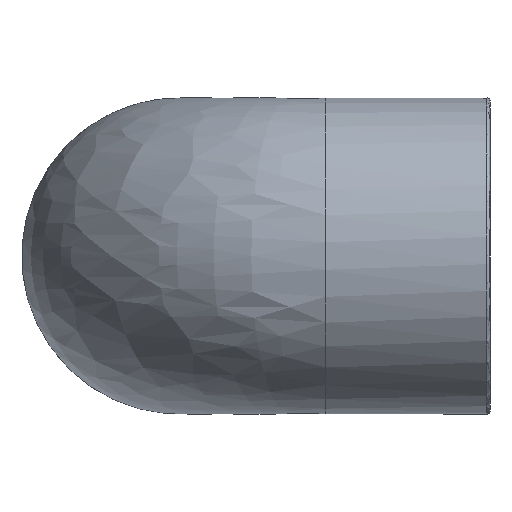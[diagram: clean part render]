
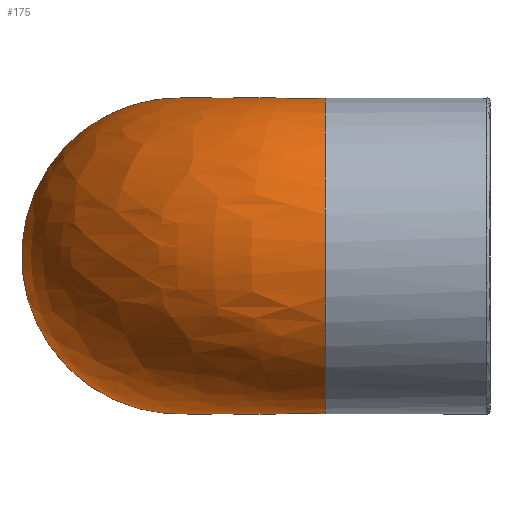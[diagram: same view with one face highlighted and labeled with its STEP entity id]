
A CAD part, left-side view. The second image highlights one B-rep face of the part: STEP entity #175.
In plain terms, the highlighted free-form (B-spline) face has degree [2, 2] with [9, 3] control points.
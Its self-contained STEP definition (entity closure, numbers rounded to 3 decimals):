
#41=CIRCLE('',#193,25.);
#42=CIRCLE('',#194,25.);
#55=(
BOUNDED_SURFACE()
B_SPLINE_SURFACE(2,2,((#344,#345,#346),(#347,#348,#349),(#350,#351,#352),
(#353,#354,#355),(#356,#357,#358),(#359,#360,#361),(#362,#363,#364),(#365,
#366,#367),(#368,#369,#370)),.UNSPECIFIED.,.F.,.F.,.F.)
B_SPLINE_SURFACE_WITH_KNOTS((3,2,2,2,3),(3,3),(-2.697,-1.348,
0.,1.348,2.697),(0.,1.571),
 .UNSPECIFIED.)
GEOMETRIC_REPRESENTATION_ITEM()
RATIONAL_B_SPLINE_SURFACE(((1.,0.707,1.),(0.781,
0.552,0.781),(1.,0.707,1.),(0.781,
0.552,0.781),(1.,0.707,1.),(0.781,
0.552,0.781),(1.,0.707,1.),(0.781,
0.552,0.781),(1.,0.707,1.)))
REPRESENTATION_ITEM('')
SURFACE()
);
#57=FACE_OUTER_BOUND('',#72,.T.);
#72=EDGE_LOOP('',(#141,#142,#143,#144));
#101=B_SPLINE_CURVE_WITH_KNOTS('',3,(#308,#309,#310,#311,#312,#313,#314,
#315,#316,#317,#318,#319,#320,#321,#322,#323),.UNSPECIFIED.,.F.,.F.,(4,
3,3,3,3,4),(0.,0.016,0.031,
0.035,0.05,0.07),.UNSPECIFIED.);
#102=B_SPLINE_CURVE_WITH_KNOTS('',3,(#327,#328,#329,#330,#331,#332,#333,
#334,#335,#336,#337,#338,#339,#340,#341,#342),.UNSPECIFIED.,.F.,.F.,(4,
3,3,3,3,4),(0.,0.016,0.031,
0.035,0.05,0.07),.UNSPECIFIED.);
#103=VERTEX_POINT('',#306);
#104=VERTEX_POINT('',#307);
#105=VERTEX_POINT('',#324);
#106=VERTEX_POINT('',#326);
#119=EDGE_CURVE('',#103,#104,#101,.T.);
#121=EDGE_CURVE('',#106,#105,#102,.T.);
#123=EDGE_CURVE('',#105,#103,#41,.T.);
#124=EDGE_CURVE('',#106,#104,#42,.T.);
#141=ORIENTED_EDGE('',*,*,#121,.T.);
#142=ORIENTED_EDGE('',*,*,#123,.T.);
#143=ORIENTED_EDGE('',*,*,#119,.T.);
#144=ORIENTED_EDGE('',*,*,#124,.F.);
#175=ADVANCED_FACE('',(#57),#55,.F.);
#193=AXIS2_PLACEMENT_3D('',#371,#226,#227);
#194=AXIS2_PLACEMENT_3D('',#372,#228,#229);
#226=DIRECTION('center_axis',(0.,1.,0.));
#227=DIRECTION('ref_axis',(-1.,0.,0.));
#228=DIRECTION('center_axis',(1.,0.,0.));
#229=DIRECTION('ref_axis',(0.,1.,0.));
#306=CARTESIAN_POINT('',(22.549,26.,10.795));
#307=CARTESIAN_POINT('',(23.,26.451,10.795));
#308=CARTESIAN_POINT('Ctrl Pts',(22.549,26.,10.795));
#309=CARTESIAN_POINT('Ctrl Pts',(22.554,26.052,10.786));
#310=CARTESIAN_POINT('Ctrl Pts',(22.567,26.103,10.778));
#311=CARTESIAN_POINT('Ctrl Pts',(22.587,26.151,10.772));
#312=CARTESIAN_POINT('Ctrl Pts',(22.607,26.198,10.767));
#313=CARTESIAN_POINT('Ctrl Pts',(22.634,26.242,10.763));
#314=CARTESIAN_POINT('Ctrl Pts',(22.667,26.28,10.762));
#315=CARTESIAN_POINT('Ctrl Pts',(22.675,26.29,10.762));
#316=CARTESIAN_POINT('Ctrl Pts',(22.684,26.299,10.762));
#317=CARTESIAN_POINT('Ctrl Pts',(22.692,26.308,10.762));
#318=CARTESIAN_POINT('Ctrl Pts',(22.728,26.343,10.762));
#319=CARTESIAN_POINT('Ctrl Pts',(22.768,26.372,10.764));
#320=CARTESIAN_POINT('Ctrl Pts',(22.813,26.396,10.769));
#321=CARTESIAN_POINT('Ctrl Pts',(22.871,26.426,10.774));
#322=CARTESIAN_POINT('Ctrl Pts',(22.935,26.445,10.783));
#323=CARTESIAN_POINT('Ctrl Pts',(23.,26.451,10.795));
#324=CARTESIAN_POINT('',(22.549,26.,-10.795));
#326=CARTESIAN_POINT('',(23.,26.451,-10.795));
#327=CARTESIAN_POINT('Ctrl Pts',(23.,26.451,-10.795));
#328=CARTESIAN_POINT('Ctrl Pts',(22.948,26.446,-10.786));
#329=CARTESIAN_POINT('Ctrl Pts',(22.897,26.433,-10.778));
#330=CARTESIAN_POINT('Ctrl Pts',(22.849,26.413,-10.772));
#331=CARTESIAN_POINT('Ctrl Pts',(22.802,26.393,-10.767));
#332=CARTESIAN_POINT('Ctrl Pts',(22.758,26.366,-10.763));
#333=CARTESIAN_POINT('Ctrl Pts',(22.72,26.333,-10.762));
#334=CARTESIAN_POINT('Ctrl Pts',(22.71,26.325,-10.762));
#335=CARTESIAN_POINT('Ctrl Pts',(22.701,26.316,-10.762));
#336=CARTESIAN_POINT('Ctrl Pts',(22.692,26.308,-10.762));
#337=CARTESIAN_POINT('Ctrl Pts',(22.657,26.272,-10.762));
#338=CARTESIAN_POINT('Ctrl Pts',(22.628,26.232,-10.764));
#339=CARTESIAN_POINT('Ctrl Pts',(22.604,26.187,-10.769));
#340=CARTESIAN_POINT('Ctrl Pts',(22.574,26.129,-10.774));
#341=CARTESIAN_POINT('Ctrl Pts',(22.555,26.065,-10.783));
#342=CARTESIAN_POINT('Ctrl Pts',(22.549,26.,-10.795));
#344=CARTESIAN_POINT('Ctrl Pts',(22.566,26.,10.761));
#345=CARTESIAN_POINT('Ctrl Pts',(22.566,26.434,10.761));
#346=CARTESIAN_POINT('Ctrl Pts',(23.,26.434,10.761));
#347=CARTESIAN_POINT('Ctrl Pts',(13.967,26.,28.792));
#348=CARTESIAN_POINT('Ctrl Pts',(13.967,35.033,28.792));
#349=CARTESIAN_POINT('Ctrl Pts',(23.,35.033,28.792));
#350=CARTESIAN_POINT('Ctrl Pts',(-5.516,26.,24.384));
#351=CARTESIAN_POINT('Ctrl Pts',(-5.516,54.516,24.384));
#352=CARTESIAN_POINT('Ctrl Pts',(23.,54.516,24.384));
#353=CARTESIAN_POINT('Ctrl Pts',(-25.,26.,19.976));
#354=CARTESIAN_POINT('Ctrl Pts',(-25.,74.,19.976));
#355=CARTESIAN_POINT('Ctrl Pts',(23.,74.,19.976));
#356=CARTESIAN_POINT('Ctrl Pts',(-25.,26.,0.));
#357=CARTESIAN_POINT('Ctrl Pts',(-25.,74.,0.));
#358=CARTESIAN_POINT('Ctrl Pts',(23.,74.,0.));
#359=CARTESIAN_POINT('Ctrl Pts',(-25.,26.,-19.976));
#360=CARTESIAN_POINT('Ctrl Pts',(-25.,74.,-19.976));
#361=CARTESIAN_POINT('Ctrl Pts',(23.,74.,-19.976));
#362=CARTESIAN_POINT('Ctrl Pts',(-5.516,26.,-24.384));
#363=CARTESIAN_POINT('Ctrl Pts',(-5.516,54.516,-24.384));
#364=CARTESIAN_POINT('Ctrl Pts',(23.,54.516,-24.384));
#365=CARTESIAN_POINT('Ctrl Pts',(13.967,26.,-28.792));
#366=CARTESIAN_POINT('Ctrl Pts',(13.967,35.033,-28.792));
#367=CARTESIAN_POINT('Ctrl Pts',(23.,35.033,-28.792));
#368=CARTESIAN_POINT('Ctrl Pts',(22.566,26.,-10.761));
#369=CARTESIAN_POINT('Ctrl Pts',(22.566,26.434,-10.761));
#370=CARTESIAN_POINT('Ctrl Pts',(23.,26.434,-10.761));
#371=CARTESIAN_POINT('Origin',(0.,26.,0.));
#372=CARTESIAN_POINT('Origin',(23.,49.,0.));
